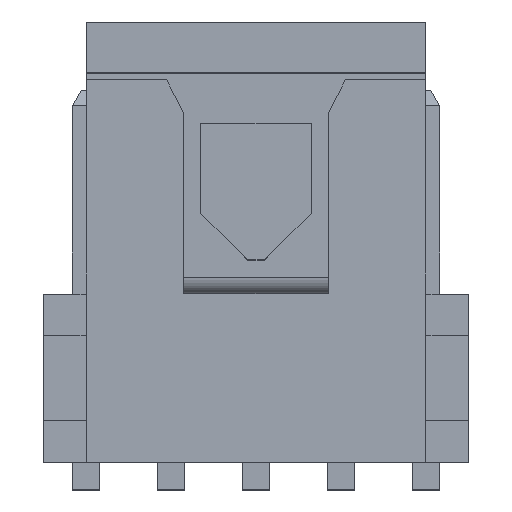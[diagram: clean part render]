
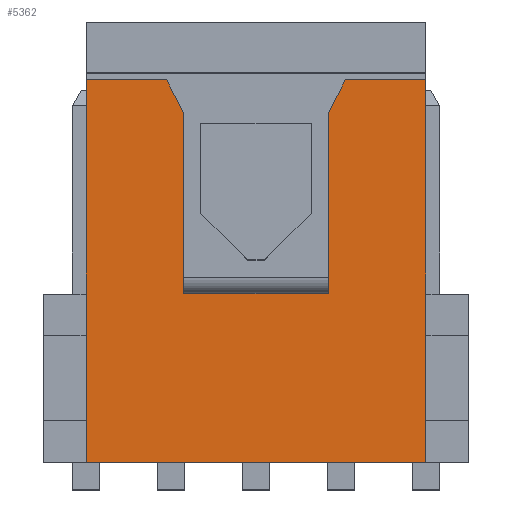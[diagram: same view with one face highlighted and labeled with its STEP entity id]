
A CAD part, top view. The second image highlights one B-rep face of the part: STEP entity #5362.
In plain terms, the highlighted planar face has unit normal (0, 0, 1).
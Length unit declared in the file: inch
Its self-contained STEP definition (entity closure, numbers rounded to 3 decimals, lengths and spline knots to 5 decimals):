
#91=ORIENTED_EDGE('',*,*,#1667,.T.);
#92=ORIENTED_EDGE('',*,*,#1668,.T.);
#93=ORIENTED_EDGE('',*,*,#1669,.T.);
#94=ORIENTED_EDGE('',*,*,#1670,.T.);
#95=ORIENTED_EDGE('',*,*,#1671,.F.);
#96=ORIENTED_EDGE('',*,*,#1672,.F.);
#97=ORIENTED_EDGE('',*,*,#1673,.T.);
#98=ORIENTED_EDGE('',*,*,#1674,.T.);
#99=ORIENTED_EDGE('',*,*,#1675,.T.);
#100=ORIENTED_EDGE('',*,*,#1676,.T.);
#1667=EDGE_CURVE('',#2455,#2456,#2963,.T.);
#1668=EDGE_CURVE('',#2456,#2457,#2964,.T.);
#1669=EDGE_CURVE('',#2457,#2458,#2965,.T.);
#1670=EDGE_CURVE('',#2458,#2459,#2966,.T.);
#1671=EDGE_CURVE('',#2460,#2459,#2967,.T.);
#1672=EDGE_CURVE('',#2461,#2460,#2968,.T.);
#1673=EDGE_CURVE('',#2461,#2462,#2969,.T.);
#1674=EDGE_CURVE('',#2462,#2463,#2970,.T.);
#1675=EDGE_CURVE('',#2463,#2464,#2971,.T.);
#1676=EDGE_CURVE('',#2464,#2455,#2972,.T.);
#2455=VERTEX_POINT('',#7444);
#2456=VERTEX_POINT('',#7445);
#2457=VERTEX_POINT('',#7447);
#2458=VERTEX_POINT('',#7449);
#2459=VERTEX_POINT('',#7451);
#2460=VERTEX_POINT('',#7453);
#2461=VERTEX_POINT('',#7455);
#2462=VERTEX_POINT('',#7457);
#2463=VERTEX_POINT('',#7459);
#2464=VERTEX_POINT('',#7461);
#2963=LINE('',#7443,#3719);
#2964=LINE('',#7446,#3720);
#2965=LINE('',#7448,#3721);
#2966=LINE('',#7450,#3722);
#2967=LINE('',#7452,#3723);
#2968=LINE('',#7454,#3724);
#2969=LINE('',#7456,#3725);
#2970=LINE('',#7458,#3726);
#2971=LINE('',#7460,#3727);
#2972=LINE('',#7462,#3728);
#3719=VECTOR('',#6033,39.37008);
#3720=VECTOR('',#6034,39.37008);
#3721=VECTOR('',#6035,39.37008);
#3722=VECTOR('',#6036,39.37008);
#3723=VECTOR('',#6037,39.37008);
#3724=VECTOR('',#6038,39.37008);
#3725=VECTOR('',#6039,39.37008);
#3726=VECTOR('',#6040,39.37008);
#3727=VECTOR('',#6041,39.37008);
#3728=VECTOR('',#6042,39.37008);
#4475=EDGE_LOOP('',(#91,#92,#93,#94,#95,#96,#97,#98,#99,#100));
#4781=FACE_BOUND('',#4475,.T.);
#5087=PLANE('',#5702);
#5362=ADVANCED_FACE('',(#4781),#5087,.T.);
#5702=AXIS2_PLACEMENT_3D('',#7442,#6031,#6032);
#6031=DIRECTION('',(0.,0.,1.));
#6032=DIRECTION('',(1.,0.,0.));
#6033=DIRECTION('',(0.,1.,0.));
#6034=DIRECTION('',(-0.447,0.894,0.));
#6035=DIRECTION('',(-1.,0.,0.));
#6036=DIRECTION('',(0.,-1.,0.));
#6037=DIRECTION('',(-1.,0.,0.));
#6038=DIRECTION('',(0.,-1.,0.));
#6039=DIRECTION('',(-1.,0.,0.));
#6040=DIRECTION('',(-0.447,-0.894,0.));
#6041=DIRECTION('',(0.,-1.,0.));
#6042=DIRECTION('',(-1.,0.,0.));
#7442=CARTESIAN_POINT('',(0.1,0.005,0.1));
#7443=CARTESIAN_POINT('',(-0.0425,0.005,0.1));
#7444=CARTESIAN_POINT('',(-0.0425,0.099,0.1));
#7445=CARTESIAN_POINT('',(-0.0425,0.205,0.1));
#7446=CARTESIAN_POINT('',(0.066,-0.012,0.1));
#7447=CARTESIAN_POINT('',(-0.0525,0.225,0.1));
#7448=CARTESIAN_POINT('',(0.1,0.225,0.1));
#7449=CARTESIAN_POINT('',(-0.1,0.225,0.1));
#7450=CARTESIAN_POINT('',(-0.1,0.005,0.1));
#7451=CARTESIAN_POINT('',(-0.1,0.,0.1));
#7452=CARTESIAN_POINT('',(0.1,0.,0.1));
#7453=CARTESIAN_POINT('',(0.1,0.,0.1));
#7454=CARTESIAN_POINT('',(0.1,0.005,0.1));
#7455=CARTESIAN_POINT('',(0.1,0.225,0.1));
#7456=CARTESIAN_POINT('',(0.1,0.225,0.1));
#7457=CARTESIAN_POINT('',(0.0525,0.225,0.1));
#7458=CARTESIAN_POINT('',(-0.026,0.068,0.1));
#7459=CARTESIAN_POINT('',(0.0425,0.205,0.1));
#7460=CARTESIAN_POINT('',(0.0425,0.005,0.1));
#7461=CARTESIAN_POINT('',(0.0425,0.099,0.1));
#7462=CARTESIAN_POINT('',(0.1,0.099,0.1));
